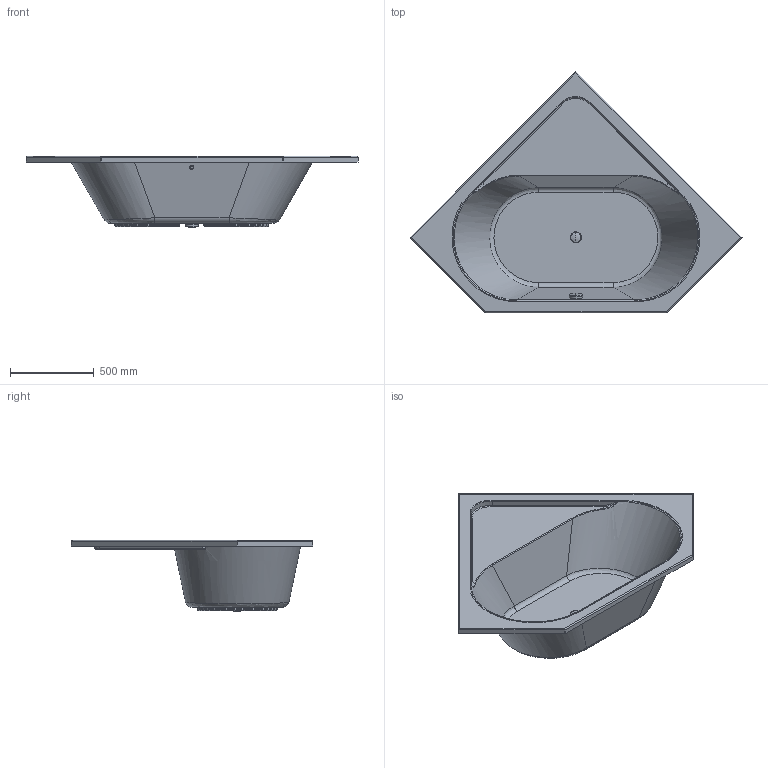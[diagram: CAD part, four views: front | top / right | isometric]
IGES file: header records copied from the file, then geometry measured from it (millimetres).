
Global section: file name: No Iges File Name specified; native system: Autodesk Inventor 2009; preprocessor: AutoDesk Inventor Iges Exporter R2009; author: Andreas; date: 20101211.194201; units: millimetre
Bounding box: 1981.17 x 1440 x 427.95 mm (x, y, z)
Volume: 38824437.7 mm3; surface area: 5526644.5 mm2
Topology: 4 solids, 4 shells, 219 faces, 528 edges, 313 vertices
Faces by surface type: plane 62, bspline 56, cylinder 50, revolution 25, torus 18, sphere 6, cone 2
